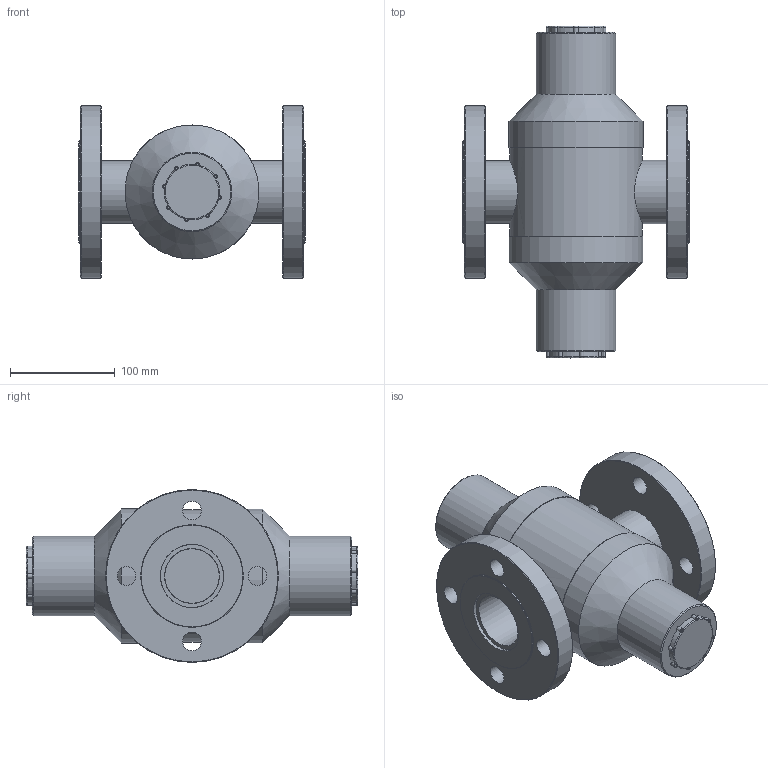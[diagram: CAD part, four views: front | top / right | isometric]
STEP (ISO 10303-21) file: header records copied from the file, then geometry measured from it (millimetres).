
FILE_DESCRIPTION (( 'STEP AP214' ), '1' );
FILE_NAME ('2-1104-3X-PN16-DUP.STEP', '2019-05-24T11:53:41', ( '' ), ( '' ), 'SwSTEP 2.0', 'SolidWorks 2019', '' );
FILE_SCHEMA (( 'AUTOMOTIVE_DESIGN' ));
Length unit declared in the file: millimetre
Products named in the file (15): 2 PN16; 316 mc body 2 Duplex flanged; 63mm Dust Cap; 2 flange stub PS-14-1020; 2-1104-3X-PN16-DUP; PVC Bonnet all size_63mm PVC-304; PVC Bonnet all size
Assembly tree (9 placements, depth 2):
  2 flange stub PS-14-1020
  2-1104-3X-PN16-DUP
    316 mc body 2 Duplex flanged
    2 flange stub PS-14-1020  x2
    PVC Bonnet all size_63mm PVC-304  x2
    63mm Dust Cap  x2
    2 PN16  x2
  2 PN16
  2 flange stub PS-14-1020
  63mm Dust Cap
Bounding box: 216 x 317 x 165 mm (x, y, z)
Volume: 3505254.1 mm3; surface area: 373706 mm2
Topology: 9 solids, 9 shells, 169 faces, 360 edges, 225 vertices
Faces by surface type: cylinder 69, plane 40, torus 32, cone 14, bspline 14
Full cylindrical faces by diameter (mm): 18 x8, 41.5 x2, 43.8 x2, 52 x2, 52.502 x2, 60.325 x2, 60.5 x4, 76 x2, 95.816 x1, 96.985 x1, 98 x2, 127 x1, 128 x2, 165 x2
Entity records: 8228 total; most frequent: CARTESIAN_POINT 5866, DIRECTION 433, ORIENTED_EDGE 352, AXIS2_PLACEMENT_3D 202, EDGE_CURVE 176, EDGE_LOOP 151, VERTEX_POINT 127, FACE_OUTER_BOUND 119
